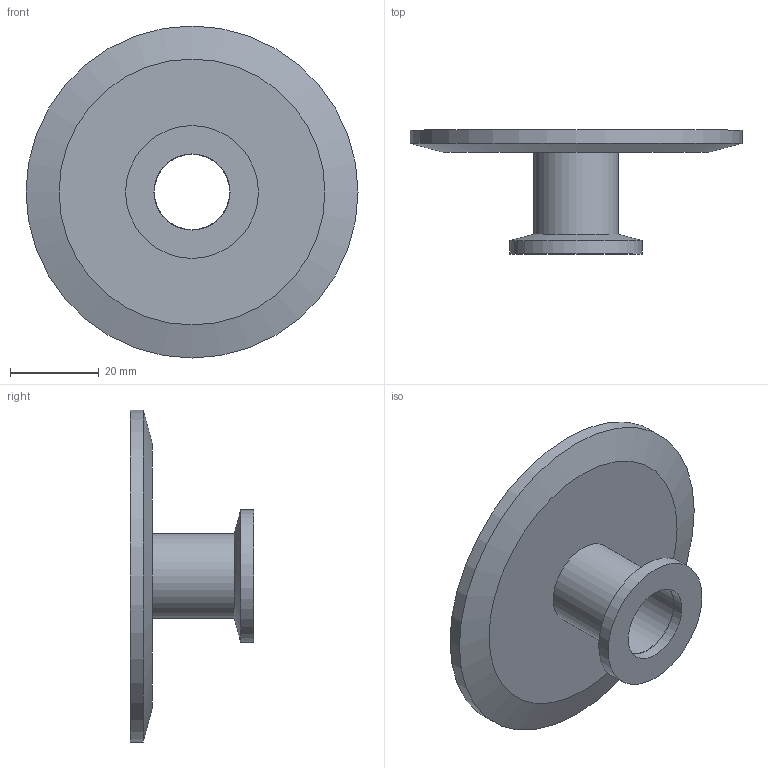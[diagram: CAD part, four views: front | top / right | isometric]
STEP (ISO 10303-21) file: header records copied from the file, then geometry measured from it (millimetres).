
FILE_DESCRIPTION(/* description */ (''),/* implementation_level */ '2;1');
FILE_NAME(/* name */ 'FL-SR50-16KF.stp',/* time_stamp */ '2018-11-09T12:43:18+00:00',/* author */ ('paul'),/* organization */ (''),/* preprocessor_version */ 'ST-DEVELOPER v17.2',/* originating_system */ 'Autodesk Inventor 2019',/* authorisation */ '');
FILE_SCHEMA (('AUTOMOTIVE_DESIGN { 1 0 10303 214 3 1 1 }'));
Length unit declared in the file: millimetre
Products named in the file (1): FL-SR50-16KF
Bounding box: 75 x 28 x 75 mm (x, y, z)
Volume: 17398.1 mm3; surface area: 13169.8 mm2
Topology: 1 solids, 1 shells, 13 faces, 34 edges, 26 vertices
Faces by surface type: cylinder 6, plane 5, cone 2
Full cylindrical faces by diameter (mm): 17.02 x1, 17.2 x1, 19.1 x1, 30 x1, 52.3 x1, 75 x1
Entity records: 479 total; most frequent: DIRECTION 88, CARTESIAN_POINT 74, ORIENTED_EDGE 68, AXIS2_PLACEMENT_3D 40, EDGE_CURVE 34, CIRCLE 26, VERTEX_POINT 26, EDGE_LOOP 18
